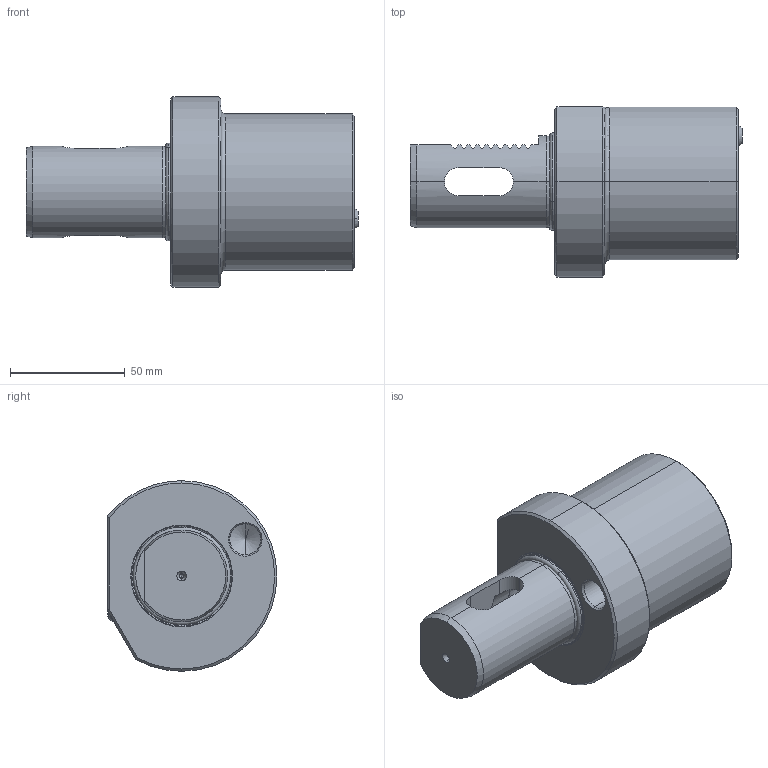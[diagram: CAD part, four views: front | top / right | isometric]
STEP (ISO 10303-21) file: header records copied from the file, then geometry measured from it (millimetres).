
FILE_DESCRIPTION (( 'STEP AP203' ), '1' );
FILE_NAME ('409.07.04.STEP', '2016-11-26T07:19:12', ( '' ), ( '' ), 'SwSTEP 2.0', 'SolidWorks 2012', '' );
FILE_SCHEMA (( 'CONFIG_CONTROL_DESIGN' ));
Products named in the file (7): 409.07.04; 管螺文螺絲; 7止水鉚珠; 皿頭_M4xP0.7x8L; 2-44100006N4出水銅嘴; VDI40       MA4; O型環38.7
Assembly tree (6 placements, depth 2):
  409.07.04
    VDI40       MA4
    O型環38.7
    2-44100006N4出水銅嘴
    7止水鉚珠
    皿頭_M4xP0.7x8L
    管螺文螺絲
Bounding box: 144.57 x 74 x 83 mm (x, y, z)
Volume: 304294.7 mm3; surface area: 51783 mm2
Topology: 18 solids, 18 shells, 410 faces, 996 edges, 609 vertices
Faces by surface type: cone 173, cylinder 105, plane 75, bspline 38, torus 15, sphere 4
Entity records: 35196 total; most frequent: CARTESIAN_POINT 25740, ORIENTED_EDGE 1948, DIRECTION 1630, EDGE_CURVE 974, AXIS2_PLACEMENT_3D 622, VERTEX_POINT 603, EDGE_LOOP 429, FACE_OUTER_BOUND 410
